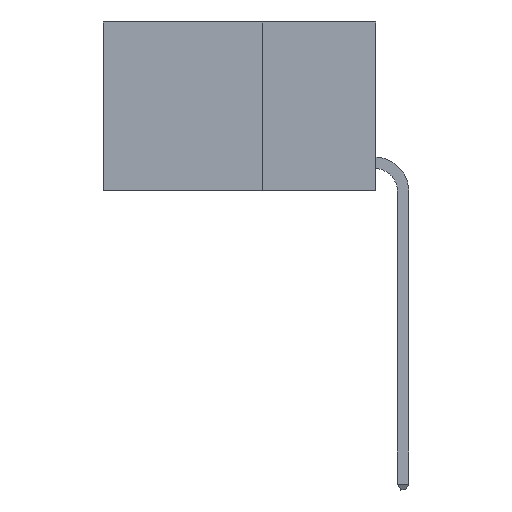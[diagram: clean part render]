
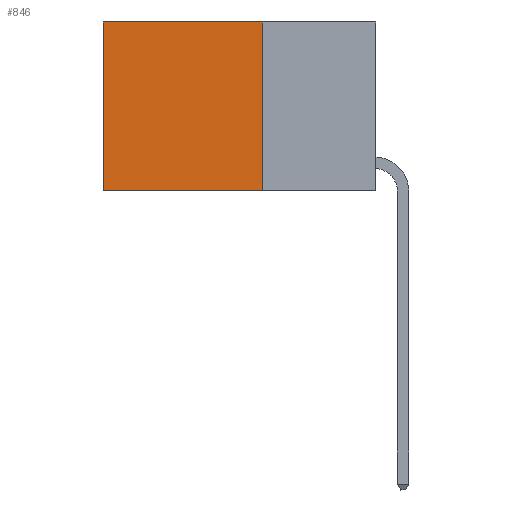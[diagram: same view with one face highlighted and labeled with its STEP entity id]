
A CAD part, left-side view. The second image highlights one B-rep face of the part: STEP entity #846.
In plain terms, the highlighted planar face has unit normal (-1, 0, 0).
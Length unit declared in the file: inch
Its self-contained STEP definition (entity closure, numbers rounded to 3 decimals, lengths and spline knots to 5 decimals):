
#103 = VECTOR ( 'NONE', #15132, 39.37008 ) ;
#846 = ADVANCED_FACE ( 'NONE', ( #1545 ), #7177, .F. ) ;
#1545 = FACE_OUTER_BOUND ( 'NONE', #14293, .T. ) ;
#1855 = LINE ( 'NONE', #19648, #11300 ) ;
#3255 = VERTEX_POINT ( 'NONE', #6685 ) ;
#3735 = VERTEX_POINT ( 'NONE', #15491 ) ;
#3805 = DIRECTION ( 'NONE',  ( 0., 0., -1. ) ) ;
#4337 = ORIENTED_EDGE ( 'NONE', *, *, #21033, .F. ) ;
#4565 = LINE ( 'NONE', #11592, #17202 ) ;
#5272 = VECTOR ( 'NONE', #22577, 39.37008 ) ;
#5301 = VERTEX_POINT ( 'NONE', #19948 ) ;
#6685 = CARTESIAN_POINT ( 'NONE',  ( 0.2625, 0.6, 0. ) ) ;
#6786 = EDGE_CURVE ( 'NONE', #3255, #3735, #1855, .T. ) ;
#7062 = CARTESIAN_POINT ( 'NONE',  ( 0.2625, 0.25, 0. ) ) ;
#7177 = PLANE ( 'NONE',  #21799 ) ;
#9496 = CARTESIAN_POINT ( 'NONE',  ( 0.2625, 0.25, 0. ) ) ;
#10517 = CARTESIAN_POINT ( 'NONE',  ( 0.2625, 0.25, -0.37 ) ) ;
#10730 = DIRECTION ( 'NONE',  ( 0., 0., -1. ) ) ;
#11300 = VECTOR ( 'NONE', #3805, 39.37008 ) ;
#11592 = CARTESIAN_POINT ( 'NONE',  ( 0.2625, 0.25, 0. ) ) ;
#14293 = EDGE_LOOP ( 'NONE', ( #14807, #20833, #4337, #14489 ) ) ;
#14489 = ORIENTED_EDGE ( 'NONE', *, *, #15270, .T. ) ;
#14807 = ORIENTED_EDGE ( 'NONE', *, *, #6786, .T. ) ;
#14897 = LINE ( 'NONE', #9496, #103 ) ;
#15132 = DIRECTION ( 'NONE',  ( 0., 0., -1. ) ) ;
#15270 = EDGE_CURVE ( 'NONE', #17285, #3255, #4565, .T. ) ;
#15491 = CARTESIAN_POINT ( 'NONE',  ( 0.2625, 0.6, -0.37 ) ) ;
#17202 = VECTOR ( 'NONE', #18602, 39.37008 ) ;
#17285 = VERTEX_POINT ( 'NONE', #20259 ) ;
#18602 = DIRECTION ( 'NONE',  ( 0., 1., 0. ) ) ;
#19024 = LINE ( 'NONE', #10517, #5272 ) ;
#19648 = CARTESIAN_POINT ( 'NONE',  ( 0.2625, 0.6, 0. ) ) ;
#19874 = EDGE_CURVE ( 'NONE', #5301, #3735, #19024, .T. ) ;
#19948 = CARTESIAN_POINT ( 'NONE',  ( 0.2625, 0.25, -0.37 ) ) ;
#20259 = CARTESIAN_POINT ( 'NONE',  ( 0.2625, 0.25, 0. ) ) ;
#20833 = ORIENTED_EDGE ( 'NONE', *, *, #19874, .F. ) ;
#20965 = DIRECTION ( 'NONE',  ( 1., 0., 0. ) ) ;
#21033 = EDGE_CURVE ( 'NONE', #17285, #5301, #14897, .T. ) ;
#21799 = AXIS2_PLACEMENT_3D ( 'NONE', #7062, #20965, #10730 ) ;
#22577 = DIRECTION ( 'NONE',  ( 0., 1., 0. ) ) ;
